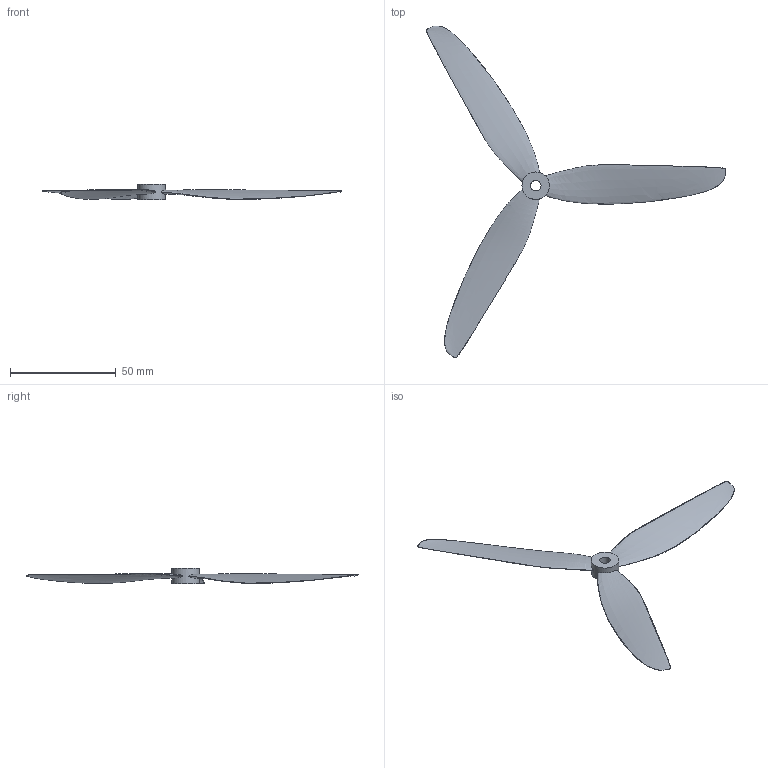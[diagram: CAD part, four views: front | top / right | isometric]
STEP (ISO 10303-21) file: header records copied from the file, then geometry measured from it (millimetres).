
FILE_DESCRIPTION(/* description */ (''),/* implementation_level */ '2;1');
FILE_NAME(/* name */ 'HQ V1S 7” Mockup v7.step',/* time_stamp */ '2019-10-09T17:19:45-07:00',/* author */ (''),/* organization */ (''),/* preprocessor_version */ 'ST-DEVELOPER v18',/* originating_system */ 'Autodesk Translation Framework v8.6.0.1094',/* authorisation */ '');
FILE_SCHEMA (('AUTOMOTIVE_DESIGN { 1 0 10303 214 3 1 1 }'));
Length unit declared in the file: millimetre
Products named in the file (2): HQ V1S 7” Mockup; HQ V1S
Assembly tree (1 placements, depth 2):
  HQ V1S 7” Mockup
    HQ V1S
Bounding box: 141.21 x 156.87 x 7.25 mm (x, y, z)
Volume: 3952.5 mm3; surface area: 8471.7 mm2
Topology: 1 solids, 1 shells, 10 faces, 24 edges, 13 vertices
Faces by surface type: bspline 6, plane 2, cylinder 2
Full cylindrical faces by diameter (mm): 5 x1, 13 x1
Entity records: 1891 total; most frequent: CARTESIAN_POINT 1676, ORIENTED_EDGE 36, DIRECTION 24, EDGE_CURVE 18, EDGE_LOOP 15, VERTEX_POINT 13, AXIS2_PLACEMENT_3D 11, FACE_OUTER_BOUND 10
